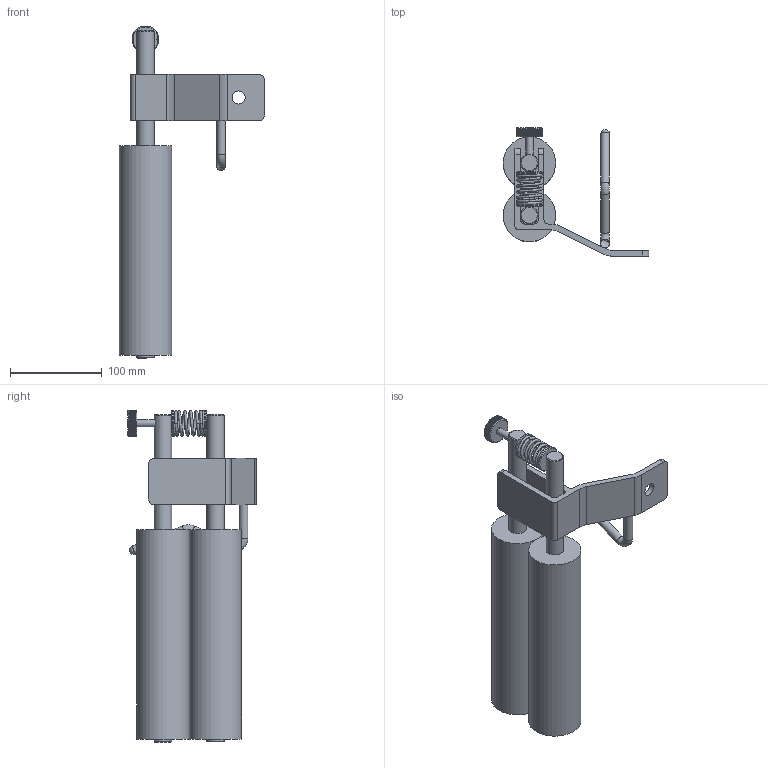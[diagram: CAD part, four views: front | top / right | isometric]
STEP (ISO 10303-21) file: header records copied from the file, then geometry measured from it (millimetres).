
FILE_DESCRIPTION(/* description */ ('9 INCH ADJUSTA-PULL ASSEMBLY'),/* implementation_level */ '2;1');
FILE_NAME(/* name */ '50647-01D 9 INCH LH ADJUSTA-PULL CUSTOMER DWG.stp',/* time_stamp */ '2017-05-26T15:42:28-04:00',/* author */ ('mtrusz'),/* organization */ ('CONVERTER ACCESSORY CORPORATION WIND GAP, PA 18091'),/* preprocessor_version */ 'ST-DEVELOPER v16.5',/* originating_system */ 'Autodesk Inventor 2017',/* authorisation */ '');
FILE_SCHEMA (('AUTOMOTIVE_DESIGN { 1 0 10303 214 3 1 1 }'));
Length unit declared in the file: inch
Products named in the file (10): 50647-01D 9 INCH  L.H. ADJUSTA-PULL CUSTOMER DWG; Compress Spring; Compress Spring1; 50647-02 CUSTOMER DWG; 50647-03 CUSTOMER DWG; 50647-12 CUSTOMER DWG; 50647-05 CUSTOMER DWG; 50647-06 CUSTOMER DWG; 50647-08 CUSTOMER DWG; 50647-10 CUSTOMER DWG
Assembly tree (10 placements, depth 3):
  50647-01D 9 INCH  L.H. ADJUSTA-PULL CUSTOMER DWG
    Compress Spring
      Compress Spring1
    50647-02 CUSTOMER DWG
    50647-03 CUSTOMER DWG
    50647-12 CUSTOMER DWG
    50647-05 CUSTOMER DWG
    50647-06 CUSTOMER DWG
    50647-08 CUSTOMER DWG  x2
    50647-10 CUSTOMER DWG
Bounding box: 158.75 x 139.77 x 362.2 mm (x, y, z)
Volume: 1379906.9 mm3; surface area: 216731.1 mm2
Topology: 9 solids, 9 shells, 1590 faces, 4400 edges, 3131 vertices
Faces by surface type: plane 1237, cylinder 331, bspline 12, cone 6, torus 4
Full cylindrical faces by diameter (mm): 7.925 x1, 9.525 x3, 14.275 x1, 19.05 x4, 22.479 x2, 28.575 x3, 57.15 x2
Entity records: 53182 total; most frequent: CARTESIAN_POINT 10530, DIRECTION 8823, ORIENTED_EDGE 8728, EDGE_CURVE 4364, VERTEX_POINT 3121, LINE 3061, VECTOR 3061, AXIS2_PLACEMENT_3D 2881
